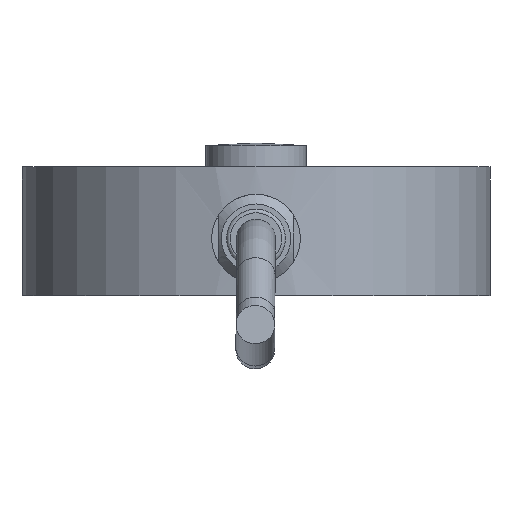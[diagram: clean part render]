
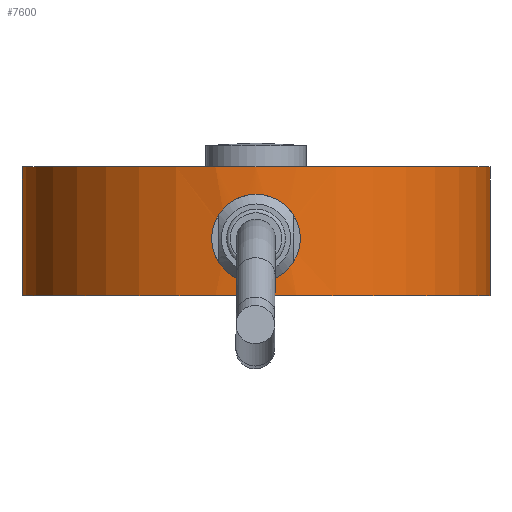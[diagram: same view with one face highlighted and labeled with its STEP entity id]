
A CAD part, front view. The second image highlights one B-rep face of the part: STEP entity #7600.
In plain terms, the highlighted cylindrical face has radius 12.446 mm (diameter 24.892 mm), a full revolution.
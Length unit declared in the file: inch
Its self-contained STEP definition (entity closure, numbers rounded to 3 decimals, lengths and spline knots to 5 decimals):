
#7131=CARTESIAN_POINT('',(0.,-0.49,-0.1325));
#7132=VERTEX_POINT('',#7131);
#7496=CARTESIAN_POINT('',(0.49,0.,-0.16));
#7497=VERTEX_POINT('',#7496);
#7498=CARTESIAN_POINT('',(0.0,0.,-0.16));
#7499=DIRECTION('',(0.0,0.0,-1.0));
#7500=DIRECTION('',(1.0,0.0,0.0));
#7501=AXIS2_PLACEMENT_3D('',#7498,#7499,#7500);
#7502=CIRCLE('',#7501,0.49);
#7503=EDGE_CURVE('',#7497,#7497,#7502,.T.);
#7520=CARTESIAN_POINT('',(0.0,0.,-0.025));
#7521=DIRECTION('',(0.0,0.0,-1.0));
#7522=DIRECTION('',(1.0,0.0,0.0));
#7523=AXIS2_PLACEMENT_3D('',#7520,#7521,#7522);
#7524=CYLINDRICAL_SURFACE('',#7523,0.49);
#7525=ORIENTED_EDGE('',*,*,#7503,.F.);
#7526=EDGE_LOOP('',(#7525));
#7527=FACE_OUTER_BOUND('',#7526,.T.);
#7528=CARTESIAN_POINT('',(0.,-0.49,-0.1025));
#7529=VERTEX_POINT('',#7528);
#7530=CARTESIAN_POINT('',(0.,-0.49,0.0225));
#7531=VERTEX_POINT('',#7530);
#7532=CARTESIAN_POINT('',(0.,-0.49,-0.1025));
#7533=CARTESIAN_POINT('',(-0.00786,-0.49,-0.1025));
#7534=CARTESIAN_POINT('',(-0.01623,-0.48979,-0.10093));
#7535=CARTESIAN_POINT('',(-0.03163,-0.48904,-0.09455));
#7536=CARTESIAN_POINT('',(-0.03865,-0.48851,-0.08974));
#7537=CARTESIAN_POINT('',(-0.04974,-0.4875,-0.07865));
#7538=CARTESIAN_POINT('',(-0.05455,-0.48697,-0.07163));
#7539=CARTESIAN_POINT('',(-0.06093,-0.48621,-0.05623));
#7540=CARTESIAN_POINT('',(-0.0625,-0.486,-0.04786));
#7541=CARTESIAN_POINT('',(-0.0625,-0.486,-0.03214));
#7542=CARTESIAN_POINT('',(-0.06093,-0.48621,-0.02377));
#7543=CARTESIAN_POINT('',(-0.05455,-0.48697,-0.00837));
#7544=CARTESIAN_POINT('',(-0.04974,-0.4875,-0.00135));
#7545=CARTESIAN_POINT('',(-0.03865,-0.48851,0.00974));
#7546=CARTESIAN_POINT('',(-0.03163,-0.48904,0.01455));
#7547=CARTESIAN_POINT('',(-0.01623,-0.48979,0.02093));
#7548=CARTESIAN_POINT('',(-0.00786,-0.49,0.0225));
#7549=CARTESIAN_POINT('',(0.,-0.49,0.0225));
#7550=B_SPLINE_CURVE_WITH_KNOTS('',3,(#7532,#7533,#7534,#7535,#7536,#7537,#7538,#7539,#7540,#7541,#7542,#7543,#7544,#7545,#7546,#7547,#7548,#7549),.UNSPECIFIED.,.F.,.U.,(4,2,2,2,2,2,2,2,4),(0.09428,0.11785,0.14142,0.16499,0.18856,0.21213,0.23571,0.25928,0.28285),.UNSPECIFIED.);
#7551=EDGE_CURVE('',#7529,#7531,#7550,.T.);
#7552=ORIENTED_EDGE('',*,*,#7551,.T.);
#7553=CARTESIAN_POINT('',(0.,-0.49,0.0225));
#7554=CARTESIAN_POINT('',(0.00786,-0.49,0.0225));
#7555=CARTESIAN_POINT('',(0.01623,-0.48979,0.02093));
#7556=CARTESIAN_POINT('',(0.03163,-0.48904,0.01455));
#7557=CARTESIAN_POINT('',(0.03865,-0.48851,0.00974));
#7558=CARTESIAN_POINT('',(0.04974,-0.4875,-0.00135));
#7559=CARTESIAN_POINT('',(0.05455,-0.48697,-0.00837));
#7560=CARTESIAN_POINT('',(0.06093,-0.48621,-0.02377));
#7561=CARTESIAN_POINT('',(0.0625,-0.486,-0.03214));
#7562=CARTESIAN_POINT('',(0.0625,-0.486,-0.04));
#7563=CARTESIAN_POINT('',(0.0625,-0.486,-0.04786));
#7564=CARTESIAN_POINT('',(0.06093,-0.48621,-0.05623));
#7565=CARTESIAN_POINT('',(0.05455,-0.48697,-0.07163));
#7566=CARTESIAN_POINT('',(0.04974,-0.4875,-0.07865));
#7567=CARTESIAN_POINT('',(0.03865,-0.48851,-0.08974));
#7568=CARTESIAN_POINT('',(0.03163,-0.48904,-0.09455));
#7569=CARTESIAN_POINT('',(0.01623,-0.48979,-0.10093));
#7570=CARTESIAN_POINT('',(0.00786,-0.49,-0.1025));
#7571=CARTESIAN_POINT('',(0.,-0.49,-0.1025));
#7572=B_SPLINE_CURVE_WITH_KNOTS('',3,(#7553,#7554,#7555,#7556,#7557,#7558,#7559,#7560,#7561,#7562,#7563,#7564,#7565,#7566,#7567,#7568,#7569,#7570,#7571),.UNSPECIFIED.,.F.,.U.,(4,2,2,2,3,2,2,2,4),(0.28285,0.30642,0.32999,0.35356,0.37713,0.4007,0.42427,0.44784,0.47141),.UNSPECIFIED.);
#7573=EDGE_CURVE('',#7531,#7529,#7572,.T.);
#7574=ORIENTED_EDGE('',*,*,#7573,.T.);
#7575=CARTESIAN_POINT('',(0.,-0.49,-0.1025));
#7576=DIRECTION('',(0.0,0.0,-1.0));
#7577=VECTOR('',#7576,0.03);
#7578=LINE('',#7575,#7577);
#7579=EDGE_CURVE('',#7529,#7132,#7578,.T.);
#7580=ORIENTED_EDGE('',*,*,#7579,.T.);
#7581=CARTESIAN_POINT('',(0.,-0.49,-0.1025));
#7582=DIRECTION('',(0.0,0.0,-1.0));
#7583=VECTOR('',#7582,0.03);
#7584=LINE('',#7581,#7583);
#7585=EDGE_CURVE('',#7529,#7132,#7584,.T.);
#7586=ORIENTED_EDGE('',*,*,#7585,.F.);
#7587=EDGE_LOOP('',(#7552,#7574,#7580,#7586));
#7588=FACE_BOUND('',#7587,.T.);
#7589=CARTESIAN_POINT('',(0.49,0.,0.11));
#7590=VERTEX_POINT('',#7589);
#7591=CARTESIAN_POINT('',(0.0,0.,0.11));
#7592=DIRECTION('',(0.0,0.0,-1.0));
#7593=DIRECTION('',(1.0,0.0,0.0));
#7594=AXIS2_PLACEMENT_3D('',#7591,#7592,#7593);
#7595=CIRCLE('',#7594,0.49);
#7596=EDGE_CURVE('',#7590,#7590,#7595,.T.);
#7597=ORIENTED_EDGE('',*,*,#7596,.T.);
#7598=EDGE_LOOP('',(#7597));
#7599=FACE_BOUND('',#7598,.T.);
#7600=ADVANCED_FACE('',(#7527,#7588,#7599),#7524,.T.);
